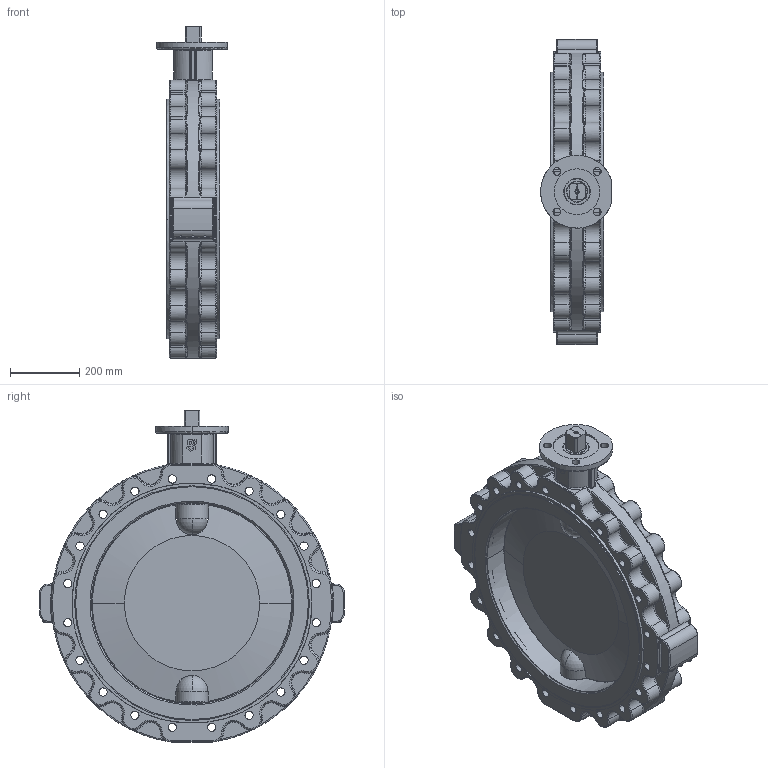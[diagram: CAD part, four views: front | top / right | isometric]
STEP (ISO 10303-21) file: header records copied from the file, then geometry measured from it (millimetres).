
FILE_DESCRIPTION(('HOOPS Exchange Step'),'2;1');
FILE_NAME('AK10_DN600_PN10_oH.stp','2025-10-06T09:46:29+02:00',('nieru'),('Unknown organisation'),'HOOPS Exchange 2024.2','HOOPS Exchange','Unknown authorisation');
FILE_SCHEMA( ('AP203_CONFIGURATION_CONTROLLED_3D_DESIGN_OF_MECHANICAL_PARTS_AND_ASSEMBLIES_MIM_LF') );
Length unit declared in the file: millimetre
Products named in the file (2): 0; root
Assembly tree (1 placements, depth 2):
  root
    0
Bounding box: 204 x 879.74 x 957.39 mm (x, y, z)
Volume: 41878276.4 mm3; surface area: 2573105.3 mm2
Topology: 1 solids, 1 shells, 1467 faces, 3968 edges, 2389 vertices
Faces by surface type: torus 414, bspline 394, cylinder 319, plane 280, cone 36, sphere 24
Entity records: 148104 total; most frequent: CARTESIAN_POINT 117462, ORIENTED_EDGE 7644, DIRECTION 4424, EDGE_CURVE 3822, VERTEX_POINT 2389, B_SPLINE_CURVE_WITH_KNOTS 2298, AXIS2_PLACEMENT_3D 1897, EDGE_LOOP 1559
